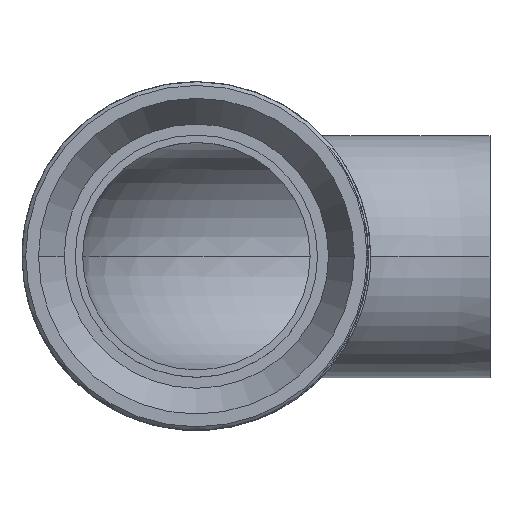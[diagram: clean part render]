
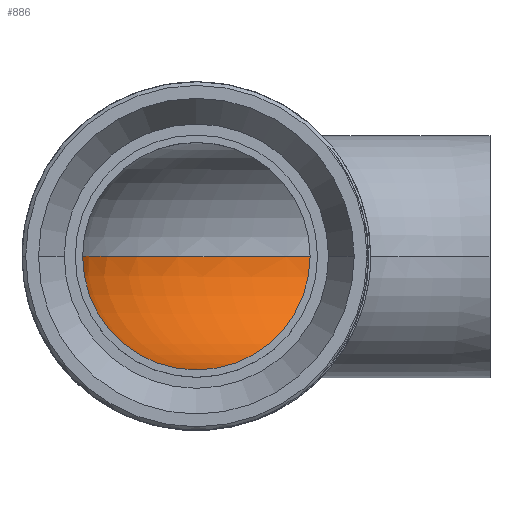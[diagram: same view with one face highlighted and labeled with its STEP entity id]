
A CAD part, top view. The second image highlights one B-rep face of the part: STEP entity #886.
In plain terms, the highlighted toroidal (fillet/blend) face has major radius 80 mm and minor radius 31 mm.
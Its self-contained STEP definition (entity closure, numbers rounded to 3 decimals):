
#20 = DIRECTION ( 'NONE',  ( 0., -1., 0. ) ) ;
#52 = CARTESIAN_POINT ( 'NONE',  ( -48.5, -1.235, -23.64 ) ) ;
#316 = CIRCLE ( 'NONE', #2792, 111. ) ;
#322 = EDGE_CURVE ( 'NONE', #2540, #709, #810, .T. ) ;
#330 = CARTESIAN_POINT ( 'NONE',  ( 0., 0., -16.658 ) ) ;
#365 = CARTESIAN_POINT ( 'NONE',  ( -48.7, -4.964, -24.325 ) ) ;
#393 = CARTESIAN_POINT ( 'NONE',  ( -49.102, -6.162, -23.752 ) ) ;
#408 = DIRECTION ( 'NONE',  ( 0., 0., 1. ) ) ;
#460 = FACE_OUTER_BOUND ( 'NONE', #1196, .T. ) ;
#479 = ORIENTED_EDGE ( 'NONE', *, *, #841, .F. ) ;
#520 = CARTESIAN_POINT ( 'NONE',  ( 0., 0., -127.658 ) ) ;
#545 = DIRECTION ( 'NONE',  ( 0., 0., -1. ) ) ;
#570 = CARTESIAN_POINT ( 'NONE',  ( -80., 0., -16.658 ) ) ;
#629 = CARTESIAN_POINT ( 'NONE',  ( -49.959, -9.798, -23.916 ) ) ;
#648 = TOROIDAL_SURFACE ( 'NONE', #2285, 80., 31. ) ;
#654 = CARTESIAN_POINT ( 'NONE',  ( -48.572, -2.469, -23.653 ) ) ;
#667 = CARTESIAN_POINT ( 'NONE',  ( -48.882, -4.932, -23.711 ) ) ;
#679 = CARTESIAN_POINT ( 'NONE',  ( -48.396, 0., -24.325 ) ) ;
#709 = VERTEX_POINT ( 'NONE', #2399 ) ;
#738 = VERTEX_POINT ( 'NONE', #945 ) ;
#786 = AXIS2_PLACEMENT_3D ( 'NONE', #1342, #2008, #2176 ) ;
#787 = CARTESIAN_POINT ( 'NONE',  ( -48.396, -2.507, -24.325 ) ) ;
#810 = B_SPLINE_CURVE_WITH_KNOTS ( 'NONE', 3,
 ( #2379, #52, #654, #1479, #667, #393, #1704, #629, #1525, #1495 ),
 .UNSPECIFIED., .F., .F.,
 ( 4, 2, 2, 2, 4 ),
 ( 0.015, 0.019, 0.02, 0.022, 0.03 ),
 .UNSPECIFIED. ) ;
#828 = DIRECTION ( 'NONE',  ( 0., 0., -1. ) ) ;
#841 = EDGE_CURVE ( 'NONE', #1881, #2407, #316, .T. ) ;
#874 = VERTEX_POINT ( 'NONE', #679 ) ;
#886 = ADVANCED_FACE ( 'NONE', ( #460 ), #648, .F. ) ;
#905 = EDGE_CURVE ( 'NONE', #1564, #2540, #1410, .T. ) ;
#944 = ORIENTED_EDGE ( 'NONE', *, *, #2068, .T. ) ;
#945 = CARTESIAN_POINT ( 'NONE',  ( 0., 0., -65.658 ) ) ;
#952 = CARTESIAN_POINT ( 'NONE',  ( -49.989, -9.77, -24.325 ) ) ;
#970 = CARTESIAN_POINT ( 'NONE',  ( -51.376, -13.245, -24.325 ) ) ;
#986 = CARTESIAN_POINT ( 'NONE',  ( -50.195, -10.365, -24.325 ) ) ;
#997 = CARTESIAN_POINT ( 'NONE',  ( -48.5, 0., -23.64 ) ) ;
#1041 = DIRECTION ( 'NONE',  ( -1., 0., 0. ) ) ;
#1054 = DIRECTION ( 'NONE',  ( 0., 0., 1. ) ) ;
#1118 = CARTESIAN_POINT ( 'NONE',  ( 0., 0., -16.658 ) ) ;
#1169 = ORIENTED_EDGE ( 'NONE', *, *, #1235, .T. ) ;
#1173 = CIRCLE ( 'NONE', #2780, 31. ) ;
#1189 = CARTESIAN_POINT ( 'NONE',  ( -49.447, -7.977, -24.325 ) ) ;
#1196 = EDGE_LOOP ( 'NONE', ( #479, #944, #2297, #1765, #1169, #2816, #2005 ) ) ;
#1200 = DIRECTION ( 'NONE',  ( 0., -1., 0. ) ) ;
#1235 = EDGE_CURVE ( 'NONE', #709, #874, #1424, .T. ) ;
#1241 = AXIS2_PLACEMENT_3D ( 'NONE', #2548, #2758, #408 ) ;
#1342 = CARTESIAN_POINT ( 'NONE',  ( 0., 0., -16.658 ) ) ;
#1410 = CIRCLE ( 'NONE', #786, 49. ) ;
#1419 = CIRCLE ( 'NONE', #1241, 31. ) ;
#1424 = B_SPLINE_CURVE_WITH_KNOTS ( 'NONE', 3,
 ( #2331, #970, #2281, #986, #952, #1666, #1189, #365, #787, #2532 ),
 .UNSPECIFIED., .F., .F.,
 ( 4, 2, 2, 2, 4 ),
 ( 0.058, 0.062, 0.064, 0.066, 0.073 ),
 .UNSPECIFIED. ) ;
#1425 = EDGE_CURVE ( 'NONE', #874, #738, #1879, .T. ) ;
#1479 = CARTESIAN_POINT ( 'NONE',  ( -48.791, -4.316, -23.694 ) ) ;
#1495 = CARTESIAN_POINT ( 'NONE',  ( -51.953, -14.339, -24.325 ) ) ;
#1525 = CARTESIAN_POINT ( 'NONE',  ( -50.818, -12.119, -24.083 ) ) ;
#1564 = VERTEX_POINT ( 'NONE', #1638 ) ;
#1638 = CARTESIAN_POINT ( 'NONE',  ( -49., 0., -16.658 ) ) ;
#1666 = CARTESIAN_POINT ( 'NONE',  ( -49.615, -8.577, -24.325 ) ) ;
#1704 = CARTESIAN_POINT ( 'NONE',  ( -49.231, -6.774, -23.777 ) ) ;
#1732 = AXIS2_PLACEMENT_3D ( 'NONE', #2049, #2714, #545 ) ;
#1765 = ORIENTED_EDGE ( 'NONE', *, *, #322, .T. ) ;
#1879 = CIRCLE ( 'NONE', #1732, 49. ) ;
#1881 = VERTEX_POINT ( 'NONE', #2367 ) ;
#2005 = ORIENTED_EDGE ( 'NONE', *, *, #2169, .F. ) ;
#2008 = DIRECTION ( 'NONE',  ( 0., -1., 0. ) ) ;
#2022 = DIRECTION ( 'NONE',  ( 0., 0., -1. ) ) ;
#2049 = CARTESIAN_POINT ( 'NONE',  ( 0., 0., -16.658 ) ) ;
#2068 = EDGE_CURVE ( 'NONE', #1881, #1564, #1173, .T. ) ;
#2169 = EDGE_CURVE ( 'NONE', #2407, #738, #1419, .T. ) ;
#2176 = DIRECTION ( 'NONE',  ( 0., 0., -1. ) ) ;
#2281 = CARTESIAN_POINT ( 'NONE',  ( -50.863, -12.115, -24.325 ) ) ;
#2285 = AXIS2_PLACEMENT_3D ( 'NONE', #1118, #20, #2022 ) ;
#2297 = ORIENTED_EDGE ( 'NONE', *, *, #905, .T. ) ;
#2331 = CARTESIAN_POINT ( 'NONE',  ( -51.953, -14.339, -24.325 ) ) ;
#2367 = CARTESIAN_POINT ( 'NONE',  ( -111., 0., -16.658 ) ) ;
#2379 = CARTESIAN_POINT ( 'NONE',  ( -48.5, 0., -23.64 ) ) ;
#2399 = CARTESIAN_POINT ( 'NONE',  ( -51.953, -14.339, -24.325 ) ) ;
#2407 = VERTEX_POINT ( 'NONE', #520 ) ;
#2532 = CARTESIAN_POINT ( 'NONE',  ( -48.396, 0., -24.325 ) ) ;
#2540 = VERTEX_POINT ( 'NONE', #997 ) ;
#2548 = CARTESIAN_POINT ( 'NONE',  ( 0., 0., -96.658 ) ) ;
#2714 = DIRECTION ( 'NONE',  ( 0., -1., 0. ) ) ;
#2758 = DIRECTION ( 'NONE',  ( -1., 0., 0. ) ) ;
#2780 = AXIS2_PLACEMENT_3D ( 'NONE', #570, #1054, #1041 ) ;
#2792 = AXIS2_PLACEMENT_3D ( 'NONE', #330, #1200, #828 ) ;
#2816 = ORIENTED_EDGE ( 'NONE', *, *, #1425, .T. ) ;
